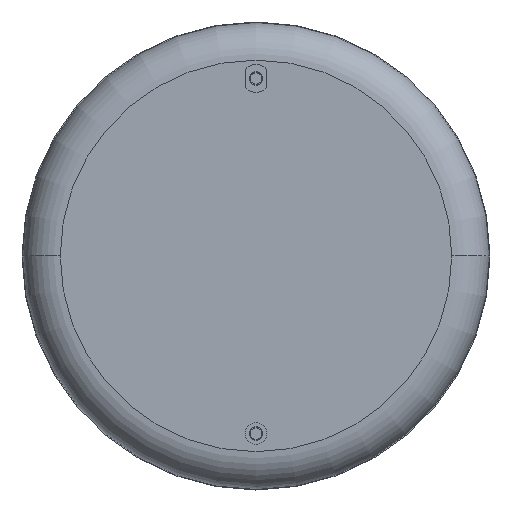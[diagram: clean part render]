
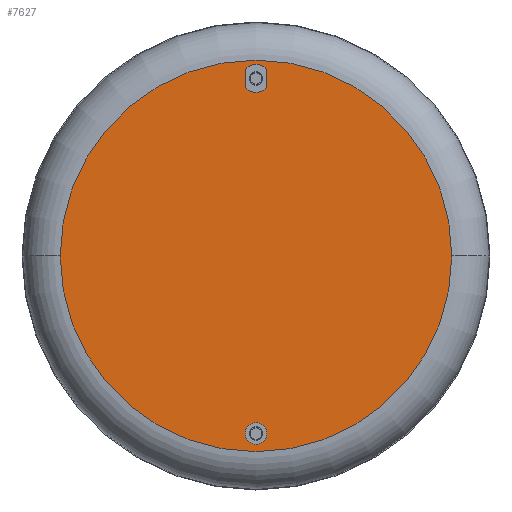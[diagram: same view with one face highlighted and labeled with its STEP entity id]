
A CAD part, top view. The second image highlights one B-rep face of the part: STEP entity #7627.
In plain terms, the highlighted planar face has unit normal (0, 0, 1).
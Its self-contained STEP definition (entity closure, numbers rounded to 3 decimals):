
#6808=CARTESIAN_POINT('',(0.,0.,20.));
#6809=DIRECTION('',(0.,0.,1.));
#6810=DIRECTION('',(1.,0.,0.));
#6811=AXIS2_PLACEMENT_3D('',#6808,#6809,#6810);
#6816=CARTESIAN_POINT('',(0.,0.,20.));
#6817=DIRECTION('',(0.,0.,1.));
#6818=DIRECTION('',(-1.,0.,0.));
#6819=AXIS2_PLACEMENT_3D('',#6816,#6817,#6818);
#6824=CARTESIAN_POINT('',(0.,-38.097,20.));
#6825=DIRECTION('',(0.,0.,1.));
#6826=DIRECTION('',(1.,0.,0.));
#6827=AXIS2_PLACEMENT_3D('',#6824,#6825,#6826);
#6832=CARTESIAN_POINT('',(0.,-38.097,20.));
#6833=DIRECTION('',(0.,0.,1.));
#6834=DIRECTION('',(-1.,0.,0.));
#6835=AXIS2_PLACEMENT_3D('',#6832,#6833,#6834);
#6840=CARTESIAN_POINT('',(0.,38.097,20.));
#6841=DIRECTION('',(0.,0.,1.));
#6842=DIRECTION('',(-0.783,-0.622,0.));
#6843=AXIS2_PLACEMENT_3D('',#6840,#6841,#6842);
#6848=DIRECTION('',(0.,1.,0.));
#6849=VECTOR('',#6848,3.73);
#6850=CARTESIAN_POINT('',(2.35,36.232,20.));
#6851=LINE('',#6850,#6849);
#6855=CARTESIAN_POINT('',(0.,38.097,20.));
#6856=DIRECTION('',(0.,0.,1.));
#6857=DIRECTION('',(0.783,0.622,0.));
#6858=AXIS2_PLACEMENT_3D('',#6855,#6856,#6857);
#6863=DIRECTION('',(0.,-1.,0.));
#6864=VECTOR('',#6863,3.73);
#6865=CARTESIAN_POINT('',(-2.35,39.962,20.));
#6866=LINE('',#6865,#6864);
#7417=CARTESIAN_POINT('',(42.,0.,20.));
#7418=CARTESIAN_POINT('',(-42.,0.,20.));
#7419=VERTEX_POINT('',#7417);
#7420=VERTEX_POINT('',#7418);
#7505=CARTESIAN_POINT('',(2.35,-38.097,20.));
#7506=CARTESIAN_POINT('',(-2.35,-38.097,20.));
#7507=VERTEX_POINT('',#7505);
#7508=VERTEX_POINT('',#7506);
#7509=CARTESIAN_POINT('',(-2.35,36.232,20.));
#7510=CARTESIAN_POINT('',(2.35,36.232,20.));
#7511=VERTEX_POINT('',#7509);
#7512=VERTEX_POINT('',#7510);
#7513=CARTESIAN_POINT('',(2.35,39.962,20.));
#7514=VERTEX_POINT('',#7513);
#7515=CARTESIAN_POINT('',(-2.35,39.962,20.));
#7516=VERTEX_POINT('',#7515);
#7601=CARTESIAN_POINT('',(0.,0.,20.));
#7602=DIRECTION('',(0.,0.,1.));
#7603=DIRECTION('',(1.,0.,0.));
#7604=AXIS2_PLACEMENT_3D('',#7601,#7602,#7603);
#7605=PLANE('',#7604);
#7607=ORIENTED_EDGE('',*,*,#7606,.F.);
#7608=ORIENTED_EDGE('',*,*,#7591,.F.);
#7609=EDGE_LOOP('',(#7607,#7608));
#7610=FACE_OUTER_BOUND('',#7609,.F.);
#7612=ORIENTED_EDGE('',*,*,#7611,.T.);
#7614=ORIENTED_EDGE('',*,*,#7613,.T.);
#7615=EDGE_LOOP('',(#7612,#7614));
#7616=FACE_BOUND('',#7615,.F.);
#7618=ORIENTED_EDGE('',*,*,#7617,.T.);
#7620=ORIENTED_EDGE('',*,*,#7619,.T.);
#7622=ORIENTED_EDGE('',*,*,#7621,.T.);
#7624=ORIENTED_EDGE('',*,*,#7623,.T.);
#7625=EDGE_LOOP('',(#7618,#7620,#7622,#7624));
#7626=FACE_BOUND('',#7625,.F.);
#6812=CIRCLE('',#6811,42.);
#6820=CIRCLE('',#6819,42.);
#6828=CIRCLE('',#6827,2.35);
#6836=CIRCLE('',#6835,2.35);
#6844=CIRCLE('',#6843,3.);
#6859=CIRCLE('',#6858,3.);
#7591=EDGE_CURVE('',#7420,#7419,#6820,.T.);
#7606=EDGE_CURVE('',#7419,#7420,#6812,.T.);
#7611=EDGE_CURVE('',#7507,#7508,#6828,.T.);
#7613=EDGE_CURVE('',#7508,#7507,#6836,.T.);
#7617=EDGE_CURVE('',#7511,#7512,#6844,.T.);
#7619=EDGE_CURVE('',#7512,#7514,#6851,.T.);
#7621=EDGE_CURVE('',#7514,#7516,#6859,.T.);
#7623=EDGE_CURVE('',#7516,#7511,#6866,.T.);
#7627=ADVANCED_FACE('',(#7610,#7616,#7626),#7605,.T.);
